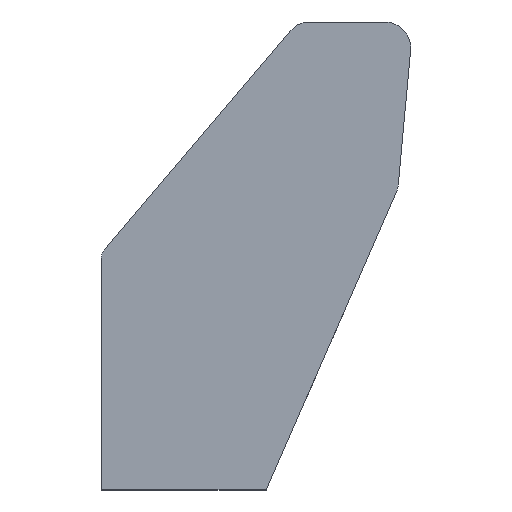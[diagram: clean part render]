
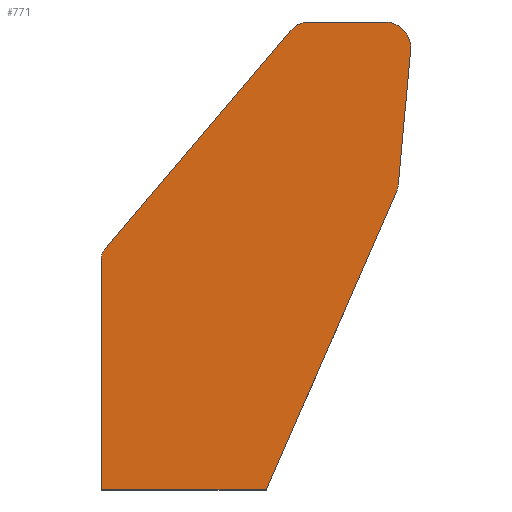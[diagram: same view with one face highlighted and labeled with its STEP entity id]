
A CAD part, top view. The second image highlights one B-rep face of the part: STEP entity #771.
In plain terms, the highlighted planar face has unit normal (0, 0, 1).
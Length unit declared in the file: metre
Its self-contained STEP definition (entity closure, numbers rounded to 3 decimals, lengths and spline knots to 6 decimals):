
#62=LINE('',#1226,#126);
#63=LINE('',#1229,#127);
#64=LINE('',#1231,#128);
#65=LINE('',#1235,#129);
#66=LINE('',#1239,#130);
#67=LINE('',#1243,#131);
#126=VECTOR('',#966,1.);
#127=VECTOR('',#967,1.);
#128=VECTOR('',#968,1.);
#129=VECTOR('',#971,1.);
#130=VECTOR('',#974,1.);
#131=VECTOR('',#977,1.);
#197=ORIENTED_EDGE('',*,*,#413,.F.);
#198=ORIENTED_EDGE('',*,*,#414,.F.);
#199=ORIENTED_EDGE('',*,*,#415,.F.);
#200=ORIENTED_EDGE('',*,*,#416,.F.);
#201=ORIENTED_EDGE('',*,*,#417,.F.);
#202=ORIENTED_EDGE('',*,*,#418,.F.);
#203=ORIENTED_EDGE('',*,*,#419,.F.);
#204=ORIENTED_EDGE('',*,*,#420,.F.);
#205=ORIENTED_EDGE('',*,*,#421,.F.);
#206=ORIENTED_EDGE('',*,*,#422,.F.);
#413=EDGE_CURVE('',#521,#522,#62,.T.);
#414=EDGE_CURVE('',#523,#521,#63,.T.);
#415=EDGE_CURVE('',#524,#523,#64,.T.);
#416=EDGE_CURVE('',#525,#524,#571,.T.);
#417=EDGE_CURVE('',#526,#525,#65,.T.);
#418=EDGE_CURVE('',#527,#526,#572,.T.);
#419=EDGE_CURVE('',#528,#527,#66,.T.);
#420=EDGE_CURVE('',#529,#528,#573,.T.);
#421=EDGE_CURVE('',#530,#529,#67,.T.);
#422=EDGE_CURVE('',#522,#530,#574,.T.);
#521=VERTEX_POINT('',#1227);
#522=VERTEX_POINT('',#1228);
#523=VERTEX_POINT('',#1230);
#524=VERTEX_POINT('',#1232);
#525=VERTEX_POINT('',#1234);
#526=VERTEX_POINT('',#1236);
#527=VERTEX_POINT('',#1238);
#528=VERTEX_POINT('',#1240);
#529=VERTEX_POINT('',#1242);
#530=VERTEX_POINT('',#1244);
#571=CIRCLE('',#837,0.01);
#572=CIRCLE('',#838,0.01);
#573=CIRCLE('',#839,0.01);
#574=CIRCLE('',#840,0.005);
#617=EDGE_LOOP('',(#197,#198,#199,#200,#201,#202,#203,#204,#205,#206));
#685=FACE_BOUND('',#617,.T.);
#748=PLANE('',#836);
#771=ADVANCED_FACE('',(#685),#748,.T.);
#836=AXIS2_PLACEMENT_3D('',#1225,#964,#965);
#837=AXIS2_PLACEMENT_3D('',#1233,#969,#970);
#838=AXIS2_PLACEMENT_3D('',#1237,#972,#973);
#839=AXIS2_PLACEMENT_3D('',#1241,#975,#976);
#840=AXIS2_PLACEMENT_3D('',#1245,#978,#979);
#964=DIRECTION('',(0.,0.,1.));
#965=DIRECTION('',(-1.,0.,0.));
#966=DIRECTION('',(0.,1.,0.));
#967=DIRECTION('',(-1.,0.,0.));
#968=DIRECTION('',(-0.401,-0.916,0.));
#969=DIRECTION('',(0.,0.,-1.));
#970=DIRECTION('',(-1.,0.,0.));
#971=DIRECTION('',(-0.091,-0.996,0.));
#972=DIRECTION('',(0.,0.,-1.));
#973=DIRECTION('',(-1.,0.,0.));
#974=DIRECTION('',(1.,0.,0.));
#975=DIRECTION('',(0.,0.,-1.));
#976=DIRECTION('',(-1.,0.,0.));
#977=DIRECTION('',(0.647,0.762,0.));
#978=DIRECTION('',(0.,0.,-1.));
#979=DIRECTION('',(-1.,0.,0.));
#1225=CARTESIAN_POINT('',(0.,-0.08,0.055));
#1226=CARTESIAN_POINT('',(0.06,0.023,0.055));
#1227=CARTESIAN_POINT('',(0.06,-0.0675,0.055));
#1228=CARTESIAN_POINT('',(0.06,0.021664,0.055));
#1229=CARTESIAN_POINT('',(0.091727,-0.0675,0.055));
#1230=CARTESIAN_POINT('',(0.123454,-0.0675,0.055));
#1231=CARTESIAN_POINT('',(0.148783,-0.009602,0.055));
#1232=CARTESIAN_POINT('',(0.173463,0.046814,0.055));
#1233=CARTESIAN_POINT('',(0.164301,0.050822,0.055));
#1234=CARTESIAN_POINT('',(0.174259,0.049908,0.055));
#1235=CARTESIAN_POINT('',(0.177056,0.080398,0.055));
#1236=CARTESIAN_POINT('',(0.178999,0.101587,0.055));
#1237=CARTESIAN_POINT('',(0.169041,0.1025,0.055));
#1238=CARTESIAN_POINT('',(0.169041,0.1125,0.055));
#1239=CARTESIAN_POINT('',(0.157768,0.1125,0.055));
#1240=CARTESIAN_POINT('',(0.140164,0.1125,0.055));
#1241=CARTESIAN_POINT('',(0.140164,0.1025,0.055));
#1242=CARTESIAN_POINT('',(0.13254,0.108971,0.055));
#1243=CARTESIAN_POINT('',(0.097768,0.068,0.055));
#1244=CARTESIAN_POINT('',(0.061188,0.0249,0.055));
#1245=CARTESIAN_POINT('',(0.065,0.021664,0.055));
